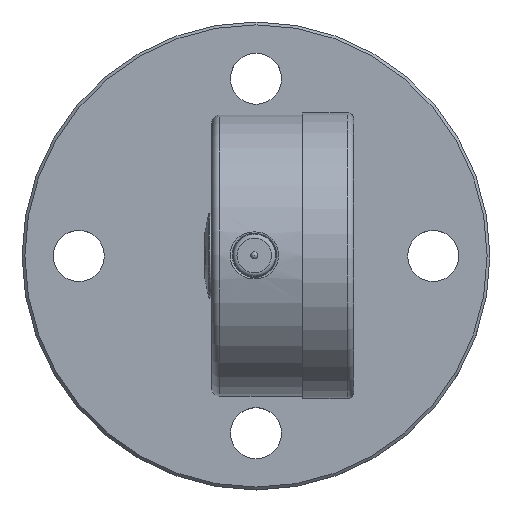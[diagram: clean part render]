
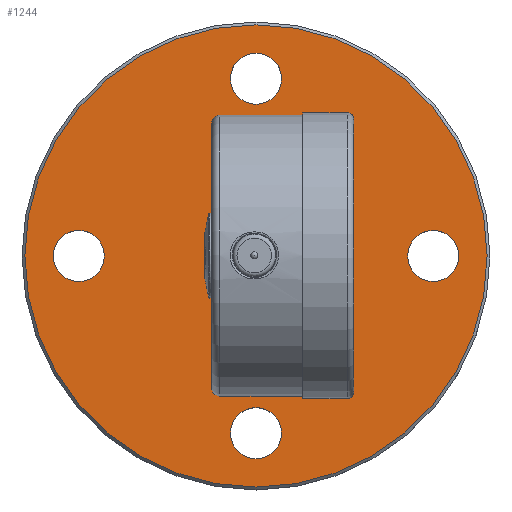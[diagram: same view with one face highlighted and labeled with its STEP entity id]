
A CAD part, top view. The second image highlights one B-rep face of the part: STEP entity #1244.
In plain terms, the highlighted planar face has unit normal (0, 0, 1).
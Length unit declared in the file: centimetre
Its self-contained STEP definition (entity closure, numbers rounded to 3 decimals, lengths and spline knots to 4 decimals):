
#142=FACE_BOUND('',#327,.T.);
#143=FACE_BOUND('',#328,.T.);
#144=FACE_BOUND('',#329,.T.);
#145=FACE_BOUND('',#330,.T.);
#146=FACE_BOUND('',#331,.T.);
#237=FACE_OUTER_BOUND('',#326,.T.);
#326=EDGE_LOOP('',(#837));
#327=EDGE_LOOP('',(#838));
#328=EDGE_LOOP('',(#839));
#329=EDGE_LOOP('',(#840));
#330=EDGE_LOOP('',(#841));
#331=EDGE_LOOP('',(#842));
#449=CIRCLE('',#1341,8.15);
#450=CIRCLE('',#1342,0.9);
#451=CIRCLE('',#1343,0.9);
#452=CIRCLE('',#1344,0.9);
#453=CIRCLE('',#1345,0.9);
#454=CIRCLE('',#1346,1.075);
#551=VERTEX_POINT('',#1976);
#552=VERTEX_POINT('',#1978);
#553=VERTEX_POINT('',#1980);
#554=VERTEX_POINT('',#1982);
#555=VERTEX_POINT('',#1984);
#556=VERTEX_POINT('',#1986);
#667=EDGE_CURVE('',#551,#551,#449,.T.);
#668=EDGE_CURVE('',#552,#552,#450,.T.);
#669=EDGE_CURVE('',#553,#553,#451,.T.);
#670=EDGE_CURVE('',#554,#554,#452,.T.);
#671=EDGE_CURVE('',#555,#555,#453,.T.);
#672=EDGE_CURVE('',#556,#556,#454,.T.);
#837=ORIENTED_EDGE('',*,*,#667,.F.);
#838=ORIENTED_EDGE('',*,*,#668,.T.);
#839=ORIENTED_EDGE('',*,*,#669,.T.);
#840=ORIENTED_EDGE('',*,*,#670,.T.);
#841=ORIENTED_EDGE('',*,*,#671,.T.);
#842=ORIENTED_EDGE('',*,*,#672,.F.);
#1135=PLANE('',#1340);
#1244=ADVANCED_FACE('',(#237,#142,#143,#144,#145,#146),#1135,.T.);
#1340=AXIS2_PLACEMENT_3D('',#1975,#1536,#1537);
#1341=AXIS2_PLACEMENT_3D('',#1977,#1538,#1539);
#1342=AXIS2_PLACEMENT_3D('',#1979,#1540,#1541);
#1343=AXIS2_PLACEMENT_3D('',#1981,#1542,#1543);
#1344=AXIS2_PLACEMENT_3D('',#1983,#1544,#1545);
#1345=AXIS2_PLACEMENT_3D('',#1985,#1546,#1547);
#1346=AXIS2_PLACEMENT_3D('',#1987,#1548,#1549);
#1536=DIRECTION('center_axis',(0.,0.,
1.));
#1537=DIRECTION('ref_axis',(0.,-1.,0.));
#1538=DIRECTION('center_axis',(0.,0.,
-1.));
#1539=DIRECTION('ref_axis',(1.,0.,0.));
#1540=DIRECTION('center_axis',(0.,0.,
-1.));
#1541=DIRECTION('ref_axis',(-1.,0.,0.));
#1542=DIRECTION('center_axis',(0.,0.,
-1.));
#1543=DIRECTION('ref_axis',(0.,1.,0.));
#1544=DIRECTION('center_axis',(0.,0.,
-1.));
#1545=DIRECTION('ref_axis',(1.,0.,0.));
#1546=DIRECTION('center_axis',(0.,0.,
-1.));
#1547=DIRECTION('ref_axis',(0.,-1.,0.));
#1548=DIRECTION('center_axis',(0.,0.,
1.));
#1549=DIRECTION('ref_axis',(-1.,0.,0.));
#1975=CARTESIAN_POINT('Origin',(4.525,0.,5.3));
#1976=CARTESIAN_POINT('',(8.15,0.,5.3));
#1977=CARTESIAN_POINT('Origin',(0.,0.,
5.3));
#1978=CARTESIAN_POINT('',(0.9,-6.25,5.3));
#1979=CARTESIAN_POINT('Origin',(0.,-6.25,5.3));
#1980=CARTESIAN_POINT('',(-6.25,-0.9,5.3));
#1981=CARTESIAN_POINT('Origin',(-6.25,0.,
5.3));
#1982=CARTESIAN_POINT('',(-0.9,6.25,5.3));
#1983=CARTESIAN_POINT('Origin',(0.,6.25,5.3));
#1984=CARTESIAN_POINT('',(6.25,0.9,5.3));
#1985=CARTESIAN_POINT('Origin',(6.25,0.,5.3));
#1986=CARTESIAN_POINT('',(-1.075,0.,5.3));
#1987=CARTESIAN_POINT('Origin',(0.,0.,
5.3));
